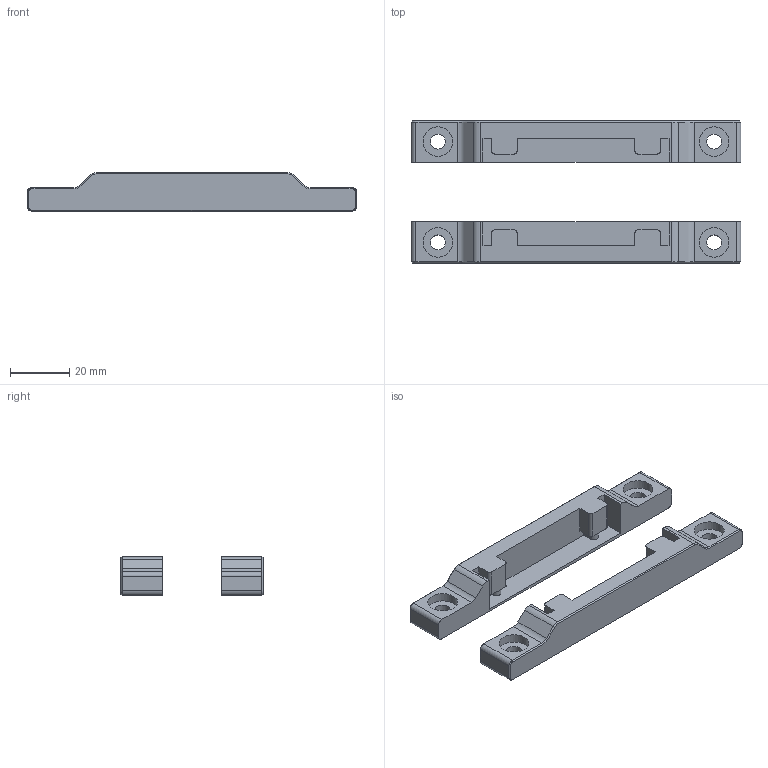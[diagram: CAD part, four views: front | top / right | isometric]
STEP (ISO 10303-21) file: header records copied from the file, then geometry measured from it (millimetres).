
FILE_DESCRIPTION(/* description */ (''),/* implementation_level */ '2;1');
FILE_NAME(/* name */ 'LMF350-23B24UH Mount v11.step',/* time_stamp */ '2024-02-10T14:48:19-05:00',/* author */ (''),/* organization */ (''),/* preprocessor_version */ 'ST-DEVELOPER v20',/* originating_system */ 'Autodesk Translation Framework v12.20.1.177',/* authorisation */ '');
FILE_SCHEMA (('AUTOMOTIVE_DESIGN { 1 0 10303 214 3 1 1 }'));
Length unit declared in the file: millimetre
Products named in the file (3): LMF350-23B24UH Mount; Left; Right
Assembly tree (2 placements, depth 2):
  LMF350-23B24UH Mount
    Left
    Right
Bounding box: 111.2 x 48 x 13 mm (x, y, z)
Volume: 23367.7 mm3; surface area: 13165.9 mm2
Topology: 2 solids, 2 shells, 152 faces, 384 edges, 240 vertices
Faces by surface type: plane 92, cylinder 36, cone 24
Full cylindrical faces by diameter (mm): 5 x4, 10 x4
Entity records: 4609 total; most frequent: DIRECTION 802, CARTESIAN_POINT 781, ORIENTED_EDGE 768, EDGE_CURVE 384, LINE 280, VECTOR 280, AXIS2_PLACEMENT_3D 261, VERTEX_POINT 240
